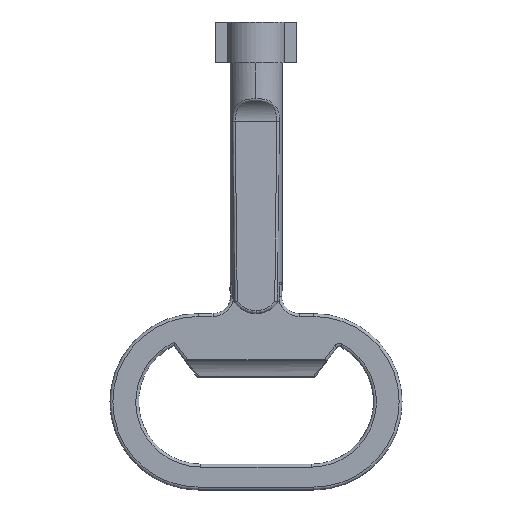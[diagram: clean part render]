
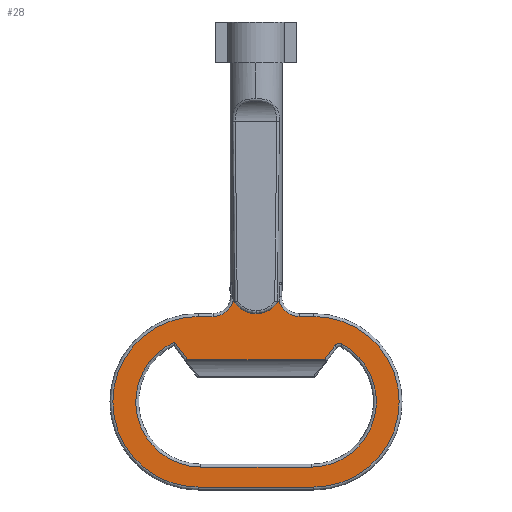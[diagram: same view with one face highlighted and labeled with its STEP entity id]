
A CAD part, left-side view. The second image highlights one B-rep face of the part: STEP entity #28.
In plain terms, the highlighted planar face has unit normal (-1, 0, 0).
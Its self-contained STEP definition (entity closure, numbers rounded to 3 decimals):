
#6 = CARTESIAN_POINT ( 'NONE',  ( -2., -14.286, -56.154 ) ) ;
#19 = CIRCLE ( 'NONE', #2321, 11.191 ) ;
#28 = ADVANCED_FACE ( 'NONE', ( #3532, #104 ), #2262, .F. ) ;
#104 = FACE_OUTER_BOUND ( 'NONE', #406, .T. ) ;
#201 = EDGE_CURVE ( 'NONE', #677, #3336, #2469, .T. ) ;
#219 = CARTESIAN_POINT ( 'NONE',  ( -2., 9.593, -60.699 ) ) ;
#261 = DIRECTION ( 'NONE',  ( 0., 0., -1. ) ) ;
#263 = DIRECTION ( 'NONE',  ( 0., 1., 0. ) ) ;
#314 = LINE ( 'NONE', #1562, #1754 ) ;
#339 = EDGE_CURVE ( 'NONE', #3236, #677, #1005, .T. ) ;
#384 = DIRECTION ( 'NONE',  ( 1., 0., 0. ) ) ;
#406 = EDGE_LOOP ( 'NONE', ( #3056, #3602, #3410, #1725, #1578, #1647, #2240, #2151 ) ) ;
#433 = EDGE_CURVE ( 'NONE', #3132, #850, #1669, .T. ) ;
#484 = EDGE_CURVE ( 'NONE', #1734, #2792, #19, .T. ) ;
#524 = CARTESIAN_POINT ( 'NONE',  ( -2., 13.968, -54.893 ) ) ;
#578 = CARTESIAN_POINT ( 'NONE',  ( -2., 7.367, -79.75 ) ) ;
#605 = ORIENTED_EDGE ( 'NONE', *, *, #2935, .T. ) ;
#658 = DIRECTION ( 'NONE',  ( 1., 0., 0. ) ) ;
#677 = VERTEX_POINT ( 'NONE', #2729 ) ;
#681 = CARTESIAN_POINT ( 'NONE',  ( -2., 7.367, -50.5 ) ) ;
#734 = DIRECTION ( 'NONE',  ( -1., 0., 0. ) ) ;
#769 = CARTESIAN_POINT ( 'NONE',  ( -2., -7.383, -47. ) ) ;
#781 = DIRECTION ( 'NONE',  ( 0., 1., 0. ) ) ;
#805 = AXIS2_PLACEMENT_3D ( 'NONE', #769, #1677, #2600 ) ;
#850 = VERTEX_POINT ( 'NONE', #1865 ) ;
#891 = CARTESIAN_POINT ( 'NONE',  ( -2., -9.925, -79.75 ) ) ;
#895 = EDGE_CURVE ( 'NONE', #3336, #3222, #2110, .T. ) ;
#967 = CARTESIAN_POINT ( 'NONE',  ( -2., -3.948, -47.673 ) ) ;
#1005 = CIRCLE ( 'NONE', #1524, 14.625 ) ;
#1062 = CARTESIAN_POINT ( 'NONE',  ( -2., 9.435, -76.316 ) ) ;
#1124 = LINE ( 'NONE', #2738, #1375 ) ;
#1170 = CARTESIAN_POINT ( 'NONE',  ( -2., -11.732, -57.882 ) ) ;
#1182 = CIRCLE ( 'NONE', #4012, 11.198 ) ;
#1184 = DIRECTION ( 'NONE',  ( 0., -0.602, -0.799 ) ) ;
#1216 = VERTEX_POINT ( 'NONE', #2039 ) ;
#1219 = DIRECTION ( 'NONE',  ( 0., 1., 0. ) ) ;
#1249 = CARTESIAN_POINT ( 'NONE',  ( -2., 7.367, -47. ) ) ;
#1270 = DIRECTION ( 'NONE',  ( 0., -1., 0. ) ) ;
#1282 = CARTESIAN_POINT ( 'NONE',  ( -2., -13.741, -55.216 ) ) ;
#1354 = EDGE_CURVE ( 'NONE', #1216, #1734, #1790, .T. ) ;
#1355 = CARTESIAN_POINT ( 'NONE',  ( -2., 9.925, -50.5 ) ) ;
#1375 = VECTOR ( 'NONE', #781, 1000. ) ;
#1496 = CARTESIAN_POINT ( 'NONE',  ( -2., 9.925, -65.125 ) ) ;
#1524 = AXIS2_PLACEMENT_3D ( 'NONE', #1921, #1593, #3204 ) ;
#1562 = CARTESIAN_POINT ( 'NONE',  ( -2., 7.367, -57.882 ) ) ;
#1575 = CARTESIAN_POINT ( 'NONE',  ( -2., 7.367, -50.5 ) ) ;
#1578 = ORIENTED_EDGE ( 'NONE', *, *, #2464, .T. ) ;
#1582 = DIRECTION ( 'NONE',  ( 0., 0., -1. ) ) ;
#1593 = DIRECTION ( 'NONE',  ( -1., 0., 0. ) ) ;
#1616 = DIRECTION ( 'NONE',  ( 0., 0., -1. ) ) ;
#1619 = VERTEX_POINT ( 'NONE', #2674 ) ;
#1628 = DIRECTION ( 'NONE',  ( 0., 0., -1. ) ) ;
#1647 = ORIENTED_EDGE ( 'NONE', *, *, #3263, .T. ) ;
#1654 = ORIENTED_EDGE ( 'NONE', *, *, #2184, .T. ) ;
#1669 = LINE ( 'NONE', #1282, #2995 ) ;
#1672 = VERTEX_POINT ( 'NONE', #2966 ) ;
#1677 = DIRECTION ( 'NONE',  ( 1., 0., 0. ) ) ;
#1697 = DIRECTION ( 'NONE',  ( 1., 0., 0. ) ) ;
#1705 = CIRCLE ( 'NONE', #2708, 3.5 ) ;
#1725 = ORIENTED_EDGE ( 'NONE', *, *, #3759, .T. ) ;
#1734 = VERTEX_POINT ( 'NONE', #1062 ) ;
#1754 = VECTOR ( 'NONE', #2139, 1000. ) ;
#1765 = VECTOR ( 'NONE', #1270, 1000. ) ;
#1790 = LINE ( 'NONE', #3373, #2246 ) ;
#1816 = DIRECTION ( 'NONE',  ( 1., 0., 0. ) ) ;
#1854 = EDGE_CURVE ( 'NONE', #1672, #850, #3836, .T. ) ;
#1863 = CIRCLE ( 'NONE', #3203, 11.198 ) ;
#1865 = CARTESIAN_POINT ( 'NONE',  ( -2., -13.487, -55.553 ) ) ;
#1921 = CARTESIAN_POINT ( 'NONE',  ( -2., -9.925, -65.125 ) ) ;
#1935 = CARTESIAN_POINT ( 'NONE',  ( -2., 9.435, -65.125 ) ) ;
#1964 = AXIS2_PLACEMENT_3D ( 'NONE', #2236, #658, #3832 ) ;
#2039 = CARTESIAN_POINT ( 'NONE',  ( -2., -9.435, -76.323 ) ) ;
#2043 = AXIS2_PLACEMENT_3D ( 'NONE', #6, #734, #1582 ) ;
#2108 = VERTEX_POINT ( 'NONE', #2487 ) ;
#2110 = CIRCLE ( 'NONE', #805, 3.5 ) ;
#2136 = ORIENTED_EDGE ( 'NONE', *, *, #433, .T. ) ;
#2139 = DIRECTION ( 'NONE',  ( 0., -1., 0. ) ) ;
#2151 = ORIENTED_EDGE ( 'NONE', *, *, #339, .T. ) ;
#2152 = LINE ( 'NONE', #578, #1765 ) ;
#2159 = EDGE_CURVE ( 'NONE', #1619, #3236, #2152, .T. ) ;
#2184 = EDGE_CURVE ( 'NONE', #3843, #1216, #1182, .T. ) ;
#2236 = CARTESIAN_POINT ( 'NONE',  ( -2., -0.008, -45.5 ) ) ;
#2240 = ORIENTED_EDGE ( 'NONE', *, *, #2159, .T. ) ;
#2246 = VECTOR ( 'NONE', #1219, 1000. ) ;
#2262 = PLANE ( 'NONE',  #2588 ) ;
#2268 = CIRCLE ( 'NONE', #2807, 14.625 ) ;
#2284 = CARTESIAN_POINT ( 'NONE',  ( -2., 7.367, -47. ) ) ;
#2321 = AXIS2_PLACEMENT_3D ( 'NONE', #1935, #384, #1628 ) ;
#2341 = CARTESIAN_POINT ( 'NONE',  ( -2., 3.932, -47.673 ) ) ;
#2412 = DIRECTION ( 'NONE',  ( 1., 0., 0. ) ) ;
#2450 = DIRECTION ( 'NONE',  ( 0., 0., -1. ) ) ;
#2464 = EDGE_CURVE ( 'NONE', #3761, #2964, #1124, .T. ) ;
#2469 = LINE ( 'NONE', #1575, #3710 ) ;
#2487 = CARTESIAN_POINT ( 'NONE',  ( -2., 11.715, -57.882 ) ) ;
#2513 = DIRECTION ( 'NONE',  ( -1., 0., 0. ) ) ;
#2588 = AXIS2_PLACEMENT_3D ( 'NONE', #2284, #1697, #2602 ) ;
#2600 = DIRECTION ( 'NONE',  ( 0., 0., -1. ) ) ;
#2602 = DIRECTION ( 'NONE',  ( 0., 0., -1. ) ) ;
#2674 = CARTESIAN_POINT ( 'NONE',  ( -2., 9.925, -79.75 ) ) ;
#2708 = AXIS2_PLACEMENT_3D ( 'NONE', #1249, #3246, #1616 ) ;
#2729 = CARTESIAN_POINT ( 'NONE',  ( -2., -9.925, -50.5 ) ) ;
#2730 = EDGE_CURVE ( 'NONE', #1672, #3843, #1863, .T. ) ;
#2732 = CARTESIAN_POINT ( 'NONE',  ( -2., -9.435, -65.125 ) ) ;
#2738 = CARTESIAN_POINT ( 'NONE',  ( -2., 7.367, -50.5 ) ) ;
#2772 = CIRCLE ( 'NONE', #1964, 4.5 ) ;
#2792 = VERTEX_POINT ( 'NONE', #524 ) ;
#2807 = AXIS2_PLACEMENT_3D ( 'NONE', #1496, #2513, #2450 ) ;
#2868 = CARTESIAN_POINT ( 'NONE',  ( -2., -9.435, -65.125 ) ) ;
#2883 = DIRECTION ( 'NONE',  ( 0., -0.602, 0.799 ) ) ;
#2890 = CARTESIAN_POINT ( 'NONE',  ( -2., -7.383, -50.5 ) ) ;
#2935 = EDGE_CURVE ( 'NONE', #2108, #3132, #314, .T. ) ;
#2964 = VERTEX_POINT ( 'NONE', #1355 ) ;
#2966 = CARTESIAN_POINT ( 'NONE',  ( -2., -14.761, -55.275 ) ) ;
#2973 = CARTESIAN_POINT ( 'NONE',  ( -2., -9.435, -76.323 ) ) ;
#2995 = VECTOR ( 'NONE', #2883, 1000. ) ;
#3056 = ORIENTED_EDGE ( 'NONE', *, *, #201, .T. ) ;
#3078 = ORIENTED_EDGE ( 'NONE', *, *, #1354, .T. ) ;
#3087 = ORIENTED_EDGE ( 'NONE', *, *, #484, .T. ) ;
#3114 = LINE ( 'NONE', #219, #3629 ) ;
#3132 = VERTEX_POINT ( 'NONE', #1170 ) ;
#3203 = AXIS2_PLACEMENT_3D ( 'NONE', #2732, #2412, #3673 ) ;
#3204 = DIRECTION ( 'NONE',  ( 0., 0., -1. ) ) ;
#3222 = VERTEX_POINT ( 'NONE', #967 ) ;
#3236 = VERTEX_POINT ( 'NONE', #891 ) ;
#3246 = DIRECTION ( 'NONE',  ( 1., 0., 0. ) ) ;
#3263 = EDGE_CURVE ( 'NONE', #2964, #1619, #2268, .T. ) ;
#3336 = VERTEX_POINT ( 'NONE', #2890 ) ;
#3373 = CARTESIAN_POINT ( 'NONE',  ( -2., 9.435, -76.316 ) ) ;
#3410 = ORIENTED_EDGE ( 'NONE', *, *, #3831, .T. ) ;
#3532 = FACE_BOUND ( 'NONE', #3540, .T. ) ;
#3540 = EDGE_LOOP ( 'NONE', ( #4067, #605, #2136, #3954, #3863, #1654, #3078, #3087 ) ) ;
#3602 = ORIENTED_EDGE ( 'NONE', *, *, #895, .T. ) ;
#3629 = VECTOR ( 'NONE', #1184, 1000. ) ;
#3673 = DIRECTION ( 'NONE',  ( 0., 0., -1. ) ) ;
#3710 = VECTOR ( 'NONE', #263, 1000. ) ;
#3759 = EDGE_CURVE ( 'NONE', #3936, #3761, #1705, .T. ) ;
#3761 = VERTEX_POINT ( 'NONE', #681 ) ;
#3831 = EDGE_CURVE ( 'NONE', #3222, #3936, #2772, .T. ) ;
#3832 = DIRECTION ( 'NONE',  ( 0., 0., -1. ) ) ;
#3836 = CIRCLE ( 'NONE', #2043, 1. ) ;
#3843 = VERTEX_POINT ( 'NONE', #2973 ) ;
#3863 = ORIENTED_EDGE ( 'NONE', *, *, #2730, .T. ) ;
#3936 = VERTEX_POINT ( 'NONE', #2341 ) ;
#3954 = ORIENTED_EDGE ( 'NONE', *, *, #1854, .F. ) ;
#4012 = AXIS2_PLACEMENT_3D ( 'NONE', #2868, #1816, #261 ) ;
#4052 = EDGE_CURVE ( 'NONE', #2792, #2108, #3114, .T. ) ;
#4067 = ORIENTED_EDGE ( 'NONE', *, *, #4052, .T. ) ;
